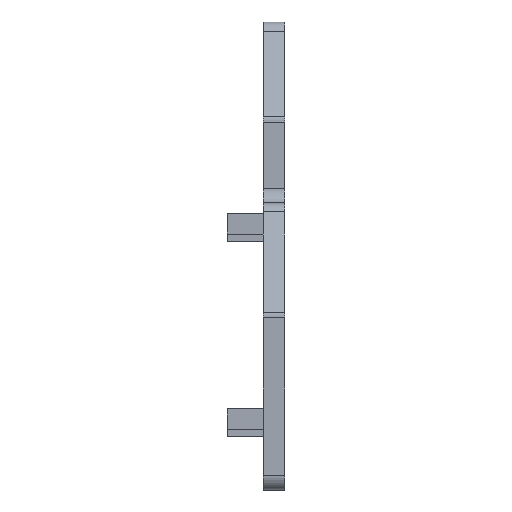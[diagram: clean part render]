
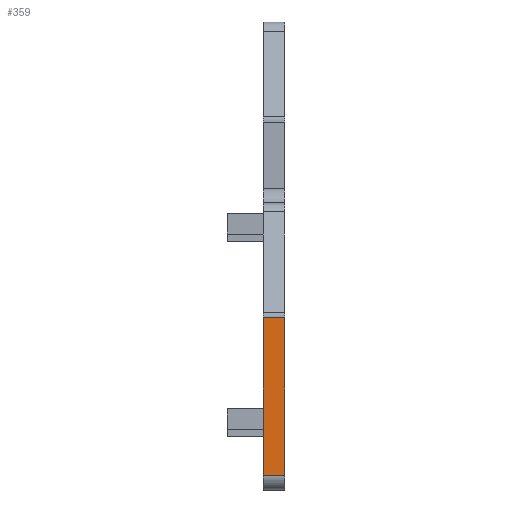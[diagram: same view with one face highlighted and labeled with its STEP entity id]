
A CAD part, front view. The second image highlights one B-rep face of the part: STEP entity #359.
In plain terms, the highlighted planar face has unit normal (0, -1, 0).
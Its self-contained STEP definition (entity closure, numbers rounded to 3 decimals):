
#339=AXIS2_PLACEMENT_3D('Plane Axis2P3D',#336,#337,#338) ;
#65=CARTESIAN_POINT('Vertex',(4.,0.,11.919)) ;
#68=CARTESIAN_POINT('Line Origine',(4.,0.,6.46)) ;
#72=CARTESIAN_POINT('Vertex',(4.,0.,1.)) ;
#321=CARTESIAN_POINT('Vertex',(2.5,0.,11.919)) ;
#324=CARTESIAN_POINT('Line Origine',(3.25,0.,11.919)) ;
#336=CARTESIAN_POINT('Axis2P3D Location',(4.,0.,11.919)) ;
#341=CARTESIAN_POINT('Line Origine',(2.5,0.,6.46)) ;
#345=CARTESIAN_POINT('Vertex',(2.5,0.,1.)) ;
#348=CARTESIAN_POINT('Line Origine',(3.25,0.,1.)) ;
#69=DIRECTION('Vector Direction',(0.,0.,1.)) ;
#325=DIRECTION('Vector Direction',(-1.,0.,0.)) ;
#337=DIRECTION('Axis2P3D Direction',(0.,1.,0.)) ;
#338=DIRECTION('Axis2P3D XDirection',(1.,0.,0.)) ;
#342=DIRECTION('Vector Direction',(0.,0.,1.)) ;
#349=DIRECTION('Vector Direction',(-1.,0.,0.)) ;
#70=VECTOR('Line Direction',#69,1.) ;
#326=VECTOR('Line Direction',#325,1.) ;
#343=VECTOR('Line Direction',#342,1.) ;
#350=VECTOR('Line Direction',#349,1.) ;
#354=ORIENTED_EDGE('',*,*,#74,.T.) ;
#355=ORIENTED_EDGE('',*,*,#328,.T.) ;
#356=ORIENTED_EDGE('',*,*,#347,.F.) ;
#357=ORIENTED_EDGE('',*,*,#352,.F.) ;
#359=ADVANCED_FACE('Hauptk\X2\00F6\X0\rper',(#358),#340,.F.) ;
#74=EDGE_CURVE('',#73,#66,#71,.T.) ;
#328=EDGE_CURVE('',#66,#322,#327,.T.) ;
#347=EDGE_CURVE('',#346,#322,#344,.T.) ;
#352=EDGE_CURVE('',#73,#346,#351,.T.) ;
#353=EDGE_LOOP('',(#354,#355,#356,#357)) ;
#358=FACE_OUTER_BOUND('',#353,.T.) ;
#71=LINE('Line',#68,#70) ;
#327=LINE('Line',#324,#326) ;
#344=LINE('Line',#341,#343) ;
#351=LINE('Line',#348,#350) ;
#340=PLANE('',#339) ;
#66=VERTEX_POINT('',#65) ;
#73=VERTEX_POINT('',#72) ;
#322=VERTEX_POINT('',#321) ;
#346=VERTEX_POINT('',#345) ;
